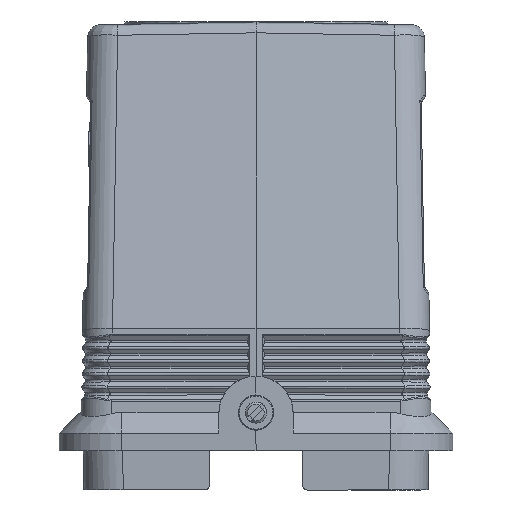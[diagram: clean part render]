
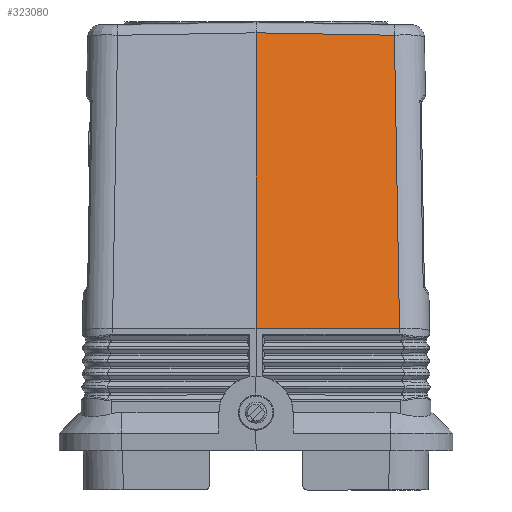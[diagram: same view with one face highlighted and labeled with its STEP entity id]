
A CAD part, front view. The second image highlights one B-rep face of the part: STEP entity #323080.
In plain terms, the highlighted face is planar.
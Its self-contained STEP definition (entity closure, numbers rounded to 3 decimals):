
#32610=CARTESIAN_POINT('',(122.164,39.689,0.));
#32620=VERTEX_POINT('',#32610);
#106310=CARTESIAN_POINT('',(121.592,39.634,
-32.793));
#106320=VERTEX_POINT('',#106310);
#106350=CARTESIAN_POINT('',(113.837,83.709,
-31.899));
#106360=DIRECTION('',(0.985,0.174,
-0.017));
#106370=DIRECTION('',(-0.173,0.985,
0.02));
#106380=AXIS2_PLACEMENT_3D('',#106350,#106360,#106370);
#106390=ELLIPSE('',#106380,44.762,7.);
#106400=CARTESIAN_POINT('',(121.592,39.634,
-32.812));
#106410=VERTEX_POINT('',#106400);
#106420=EDGE_CURVE('',#106320,#106410,#106390,.T.);
#280040=CARTESIAN_POINT('',(109.795,106.658,
-31.642));
#280050=VERTEX_POINT('',#280040);
#280100=CARTESIAN_POINT('',(110.302,107.262,
2.999));
#280110=CARTESIAN_POINT('',(110.277,107.232,
1.265));
#280120=CARTESIAN_POINT('',(110.249,107.199,
-0.616));
#280130=CARTESIAN_POINT('',(110.219,107.164,
-2.645));
#280140=CARTESIAN_POINT('',(110.215,107.159,
-2.955));
#280150=CARTESIAN_POINT('',(110.211,107.153,
-3.249));
#280160=CARTESIAN_POINT('',(110.178,107.114,
-5.489));
#280170=CARTESIAN_POINT('',(110.144,107.074,
-7.787));
#280180=CARTESIAN_POINT('',(110.111,107.035,
-10.028));
#280190=CARTESIAN_POINT('',(110.086,107.004,
-11.786));
#280200=CARTESIAN_POINT('',(110.06,106.974,
-13.537));
#280210=CARTESIAN_POINT('',(110.034,106.943,
-15.279));
#280220=CARTESIAN_POINT('',(110.032,106.94,
-15.475));
#280230=CARTESIAN_POINT('',(110.03,106.938,
-15.606));
#280240=CARTESIAN_POINT('',(110.025,106.933,
-15.901));
#280250=CARTESIAN_POINT('',(110.022,106.929,
-16.132));
#280260=CARTESIAN_POINT('',(110.018,106.923,
-16.428));
#280270=CARTESIAN_POINT('',(109.991,106.892,
-18.233));
#280280=CARTESIAN_POINT('',(109.964,106.86,
-20.072));
#280290=CARTESIAN_POINT('',(109.935,106.825,
-22.053));
#280300=CARTESIAN_POINT('',(109.909,106.794,
-23.859));
#280310=CARTESIAN_POINT('',(109.883,106.763,
-25.632));
#280320=CARTESIAN_POINT('',(109.854,106.728,
-27.613));
#280330=CARTESIAN_POINT('',(109.845,106.718,
-28.181));
#280340=CARTESIAN_POINT('',(109.835,106.706,
-28.879));
#280350=CARTESIAN_POINT('',(109.829,106.699,
-29.291));
#280360=CARTESIAN_POINT('',(109.816,106.683,
-30.205));
#280370=CARTESIAN_POINT('',(109.804,106.669,
-30.989));
#280380=CARTESIAN_POINT('',(109.795,106.658,
-31.642));
#280390=(BOUNDED_CURVE() B_SPLINE_CURVE(3,(#280100,#280110,#280120,
#280130,#280140,#280150,#280160,#280170,#280180,#280190,#280200,#280210,
#280220,#280230,#280240,#280250,#280260,#280270,#280280,#280290,#280300,
#280310,#280320,#280330,#280340,#280350,#280360,#280370,#280380),
.UNSPECIFIED.,.F.,.F.) B_SPLINE_CURVE_WITH_KNOTS((4,1,1,1,1,1,1,1,1,1,1,
1,2,2,1,1,1,1,2,1,1,1,1,4),(143.073,148.277,
148.718,149.159,149.208,149.6,
155.883,156.103,156.323,161.16,
161.356,161.552,161.748,162.44,
162.636,167.858,167.956,168.582,
173.276,174.528,174.98,175.372,
175.763,177.723),.UNSPECIFIED.) CURVE() 
GEOMETRIC_REPRESENTATION_ITEM() RATIONAL_B_SPLINE_CURVE((
1.,1.,1.,1.,
1.,1.,1.,1.,
1.,1.,1.,1.,
1.,1.,1.,1.,
1.,1.,1.,1.,
1.,1.,1.,1.,
1.,1.,1.,1.,
1.)) REPRESENTATION_ITEM(''));
#280400=CARTESIAN_POINT('',(110.258,107.21,
0.));
#280410=VERTEX_POINT('',#280400);
#280420=EDGE_CURVE('',#280410,#280050,#280390,.T.);
#322810=CARTESIAN_POINT('',(122.164,39.689,
0.));
#322820=DIRECTION('',(0.985,0.174,
-0.017));
#322830=DIRECTION('',(-0.174,0.985,
0.));
#322840=AXIS2_PLACEMENT_3D('',#322810,#322820,#322830);
#322850=PLANE('',#322840);
#322860=ORIENTED_EDGE('',*,*,#280420,.F.);
#322870=CARTESIAN_POINT('',(128.354,1.215,
-33.482));
#322880=DIRECTION('',(0.173,-0.985,
-0.017));
#322890=VECTOR('',#322880,1.);
#322900=LINE('',#322870,#322890);
#322910=EDGE_CURVE('',#280050,#106410,#322900,.T.);
#322920=ORIENTED_EDGE('',*,*,#322910,.F.);
#322930=ORIENTED_EDGE('',*,*,#106420,.T.);
#322940=CARTESIAN_POINT('',(122.164,39.689,
0.));
#322950=DIRECTION('',(-0.017,-0.002,
-1.));
#322960=VECTOR('',#322950,1.);
#322970=LINE('',#322940,#322960);
#322980=EDGE_CURVE('',#32620,#106320,#322970,.T.);
#322990=ORIENTED_EDGE('',*,*,#322980,.T.);
#323000=CARTESIAN_POINT('',(129.162,0.,0.));
#323010=DIRECTION('',(-0.174,0.985,0.));
#323020=VECTOR('',#323010,1.);
#323030=LINE('',#323000,#323020);
#323040=EDGE_CURVE('',#32620,#280410,#323030,.T.);
#323050=ORIENTED_EDGE('',*,*,#323040,.F.);
#323060=EDGE_LOOP('',(#323050,#322990,#322930,#322920,#322860));
#323070=FACE_OUTER_BOUND('',#323060,.T.);
#323080=ADVANCED_FACE('',(#323070),#322850,.T.);
